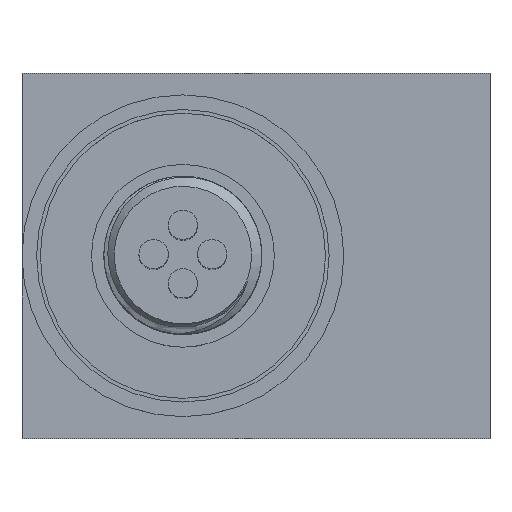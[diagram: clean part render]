
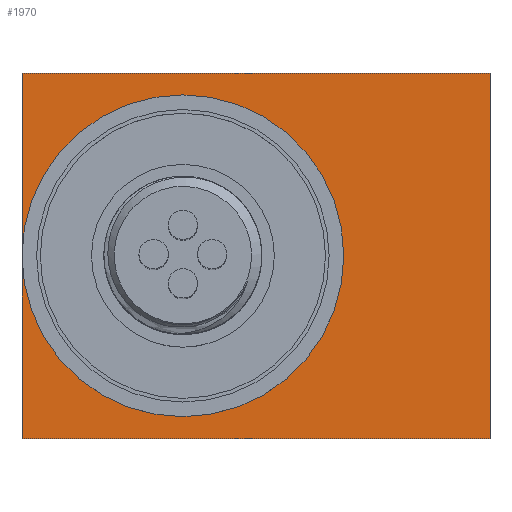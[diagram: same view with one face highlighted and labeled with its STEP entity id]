
A CAD part, top view. The second image highlights one B-rep face of the part: STEP entity #1970.
In plain terms, the highlighted planar face has unit normal (0, 0, 1).
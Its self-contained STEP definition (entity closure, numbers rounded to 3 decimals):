
#157=LINE($,#6435,#315);
#161=LINE($,#6510,#319);
#162=LINE($,#6511,#320);
#163=LINE($,#6513,#321);
#164=LINE($,#6514,#322);
#315=VECTOR($,#2343,25.);
#319=VECTOR($,#2441,32.);
#320=VECTOR($,#2442,12.5);
#321=VECTOR($,#2443,12.5);
#322=VECTOR($,#2444,32.);
#384=PLANE($,#2080);
#469=CIRCLE($,#2078,11.);
#572=FACE_OUTER_BOUND($,#715,.T.);
#715=EDGE_LOOP($,(#1711,#1712,#1713,#1714,#1715,#1716));
#940=VERTEX_POINT($,#6433);
#941=VERTEX_POINT($,#6434);
#964=VERTEX_POINT($,#6505);
#965=VERTEX_POINT($,#6509);
#966=VERTEX_POINT($,#6512);
#1191=EDGE_CURVE($,#940,#941,#157,.T.);
#1215=EDGE_CURVE($,#964,#964,#469,.T.);
#1216=EDGE_CURVE($,#965,#940,#161,.T.);
#1217=EDGE_CURVE($,#964,#965,#162,.T.);
#1218=EDGE_CURVE($,#966,#964,#163,.T.);
#1219=EDGE_CURVE($,#941,#966,#164,.T.);
#1711=ORIENTED_EDGE($,*,*,#1191,.F.);
#1712=ORIENTED_EDGE($,*,*,#1216,.F.);
#1713=ORIENTED_EDGE($,*,*,#1217,.F.);
#1714=ORIENTED_EDGE($,*,*,#1215,.T.);
#1715=ORIENTED_EDGE($,*,*,#1218,.F.);
#1716=ORIENTED_EDGE($,*,*,#1219,.F.);
#1970=ADVANCED_FACE($,(#572),#384,.T.);
#2078=AXIS2_PLACEMENT_3D($,#6506,#2435,#2436);
#2080=AXIS2_PLACEMENT_3D($,#6508,#2439,#2440);
#2343=DIRECTION($,(0.,-1.,0.));
#2435=DIRECTION('center_axis',(0.,0.,-1.));
#2436=DIRECTION('ref_axis',(-1.,0.,0.));
#2439=DIRECTION('center_axis',(0.,0.,1.));
#2440=DIRECTION('ref_axis',(1.,0.,0.));
#2441=DIRECTION($,(1.,0.,0.));
#2442=DIRECTION($,(0.,1.,0.));
#2443=DIRECTION($,(0.,1.,0.));
#2444=DIRECTION($,(-1.,0.,0.));
#6433=CARTESIAN_POINT('',(16.,12.5,7.));
#6434=CARTESIAN_POINT('',(16.,-12.5,7.));
#6435=CARTESIAN_POINT($,(16.,-12.5,7.));
#6505=CARTESIAN_POINT('',(-16.,0.,7.));
#6506=CARTESIAN_POINT('Origin',(-5.,0.,7.));
#6508=CARTESIAN_POINT('Origin',(0.,0.,7.));
#6509=CARTESIAN_POINT('',(-16.,12.5,7.));
#6510=CARTESIAN_POINT($,(16.,12.5,7.));
#6511=CARTESIAN_POINT($,(-16.,12.5,7.));
#6512=CARTESIAN_POINT('',(-16.,-12.5,7.));
#6513=CARTESIAN_POINT($,(-16.,12.5,7.));
#6514=CARTESIAN_POINT($,(-16.,-12.5,7.));
